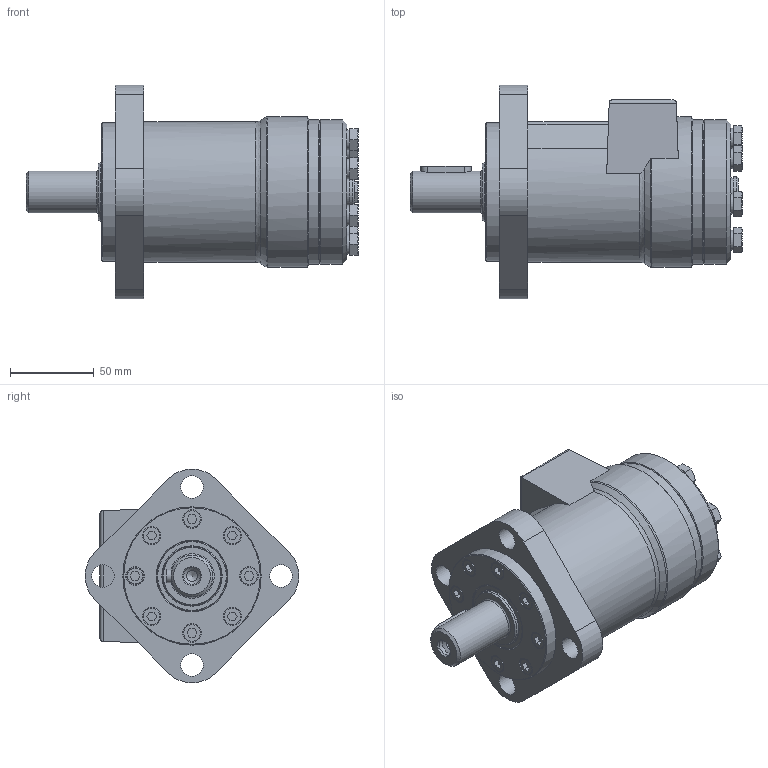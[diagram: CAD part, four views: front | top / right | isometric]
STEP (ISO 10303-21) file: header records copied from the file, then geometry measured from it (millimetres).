
FILE_DESCRIPTION( ( 'STEP AP214' ), '1' );
FILE_NAME( 'PL50C.stp', '2019-11-14T08:30:27', ( '' ), ( '' ), ' ', 'PARTsolutions', ' ' );
FILE_SCHEMA( ( 'AUTOMOTIVE_DESIGN { 1 0 10303 214 1 1 1 1 }' ) );
Length unit declared in the file: millimetre
Products named in the file (4): PL50C; _PLF; _PL50KQD; _PLCSH
Assembly tree (3 placements, depth 2):
  PL50C
    _PLF
    _PL50KQD
    _PLCSH
Bounding box: 198.27 x 127.53 x 127.53 mm (x, y, z)
Volume: 983861 mm3; surface area: 125502.3 mm2
Topology: 3 solids, 3 shells, 312 faces, 682 edges, 432 vertices
Faces by surface type: plane 172, cylinder 65, cone 62, torus 13
Full cylindrical faces by diameter (mm): 6.647 x1, 7 x1, 10 x9, 11 x8, 11.6 x7, 12 x7, 13.5 x4, 16.9 x1, 18 x1, 18.631 x2, 25 x1, 35 x3, 36 x1, 42 x1, 82.5 x1, 82.6 x1, 86 x2, 90 x1
Entity records: 10862 total; most frequent: CARTESIAN_POINT 1854, DIRECTION 1320, ORIENTED_EDGE 1170, EDGE_CURVE 585, AXIS2_PLACEMENT_3D 511, EDGE_LOOP 460, VERTEX_POINT 421, FACE_OUTER_BOUND 375
